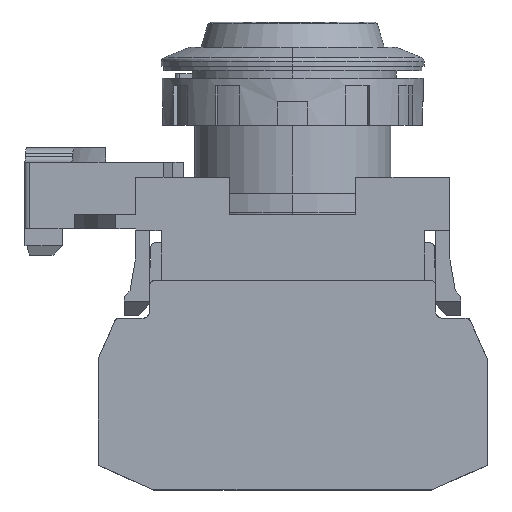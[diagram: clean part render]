
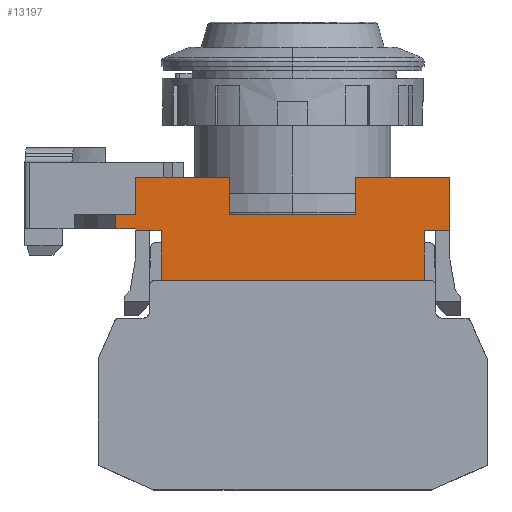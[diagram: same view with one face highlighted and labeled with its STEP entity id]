
A CAD part, left-side view. The second image highlights one B-rep face of the part: STEP entity #13197.
In plain terms, the highlighted planar face has unit normal (-1, 0, 0).
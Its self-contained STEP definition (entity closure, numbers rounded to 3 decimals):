
#4589 = VERTEX_POINT ( 'NONE', #10720 ) ;
#4590 = VERTEX_POINT ( 'NONE', #10721 ) ;
#4594 = VERTEX_POINT ( 'NONE', #10725 ) ;
#4595 = VERTEX_POINT ( 'NONE', #10726 ) ;
#4662 = VERTEX_POINT ( 'NONE', #10793 ) ;
#4663 = VERTEX_POINT ( 'NONE', #10794 ) ;
#4664 = VERTEX_POINT ( 'NONE', #10795 ) ;
#4665 = VERTEX_POINT ( 'NONE', #10796 ) ;
#4667 = VERTEX_POINT ( 'NONE', #10798 ) ;
#4671 = VERTEX_POINT ( 'NONE', #10802 ) ;
#4672 = VERTEX_POINT ( 'NONE', #10803 ) ;
#4674 = VERTEX_POINT ( 'NONE', #10805 ) ;
#4676 = VERTEX_POINT ( 'NONE', #10807 ) ;
#4677 = VERTEX_POINT ( 'NONE', #10808 ) ;
#4698 = VERTEX_POINT ( 'NONE', #10829 ) ;
#4699 = VERTEX_POINT ( 'NONE', #10830 ) ;
#5387 = FACE_OUTER_BOUND ( 'NONE', #8385, .T. ) ;
#5390 = AXIS2_PLACEMENT_3D ( 'NONE', #8221, #8222, #8223 ) ;
#6144 = VECTOR ( 'NONE', #18560, 1000. ) ;
#6151 = VECTOR ( 'NONE', #18578, 1000. ) ;
#7290 = VECTOR ( 'NONE', #15770, 1000. ) ;
#7291 = VECTOR ( 'NONE', #15773, 1000. ) ;
#7294 = VECTOR ( 'NONE', #15782, 1000. ) ;
#7297 = VECTOR ( 'NONE', #15788, 1000. ) ;
#7299 = VECTOR ( 'NONE', #15794, 1000. ) ;
#7302 = VECTOR ( 'NONE', #15803, 1000. ) ;
#7309 = VECTOR ( 'NONE', #15824, 1000. ) ;
#7312 = VECTOR ( 'NONE', #15833, 1000. ) ;
#7314 = VECTOR ( 'NONE', #15839, 1000. ) ;
#7317 = VECTOR ( 'NONE', #15848, 1000. ) ;
#7322 = VECTOR ( 'NONE', #15863, 1000. ) ;
#7357 = VECTOR ( 'NONE', #15965, 1000. ) ;
#7359 = VECTOR ( 'NONE', #15971, 1000. ) ;
#7360 = VECTOR ( 'NONE', #15974, 1000. ) ;
#8220 = PLANE ( 'NONE',  #5390 ) ;
#8221 = CARTESIAN_POINT ( 'NONE',  ( -14.9, -16.7, 0. ) ) ;
#8222 = DIRECTION ( 'NONE',  ( 1., 0., 0. ) ) ;
#8223 = DIRECTION ( 'NONE',  ( 0., 1., 0. ) ) ;
#8385 = EDGE_LOOP ( 'NONE', ( #17176, #17177, #17178, #17174, #17179, #17180, #17181, #17182, #17183, #17184, #17185, #17186, #17187, #17188, #17190, #17189 ) ) ;
#10720 = CARTESIAN_POINT ( 'NONE',  ( -14.9, 16.7, 5.3 ) ) ;
#10721 = CARTESIAN_POINT ( 'NONE',  ( -14.9, 16.7, 5.5 ) ) ;
#10725 = CARTESIAN_POINT ( 'NONE',  ( -14.9, 18.815, 5.5 ) ) ;
#10726 = CARTESIAN_POINT ( 'NONE',  ( -14.9, 18.815, 7. ) ) ;
#10793 = CARTESIAN_POINT ( 'NONE',  ( -14.9, 14., 5.3 ) ) ;
#10794 = CARTESIAN_POINT ( 'NONE',  ( -14.9, 16.7, 7. ) ) ;
#10795 = CARTESIAN_POINT ( 'NONE',  ( -14.9, 16.7, 11. ) ) ;
#10796 = CARTESIAN_POINT ( 'NONE',  ( -14.9, 6.7, 11. ) ) ;
#10798 = CARTESIAN_POINT ( 'NONE',  ( -14.9, 6.7, 7. ) ) ;
#10802 = CARTESIAN_POINT ( 'NONE',  ( -14.9, -6.7, 7. ) ) ;
#10803 = CARTESIAN_POINT ( 'NONE',  ( -14.9, -6.7, 11. ) ) ;
#10805 = CARTESIAN_POINT ( 'NONE',  ( -14.9, -16.7, 11. ) ) ;
#10807 = CARTESIAN_POINT ( 'NONE',  ( -14.9, -16.7, 5.3 ) ) ;
#10808 = CARTESIAN_POINT ( 'NONE',  ( -14.9, -14., 5.3 ) ) ;
#10829 = CARTESIAN_POINT ( 'NONE',  ( -14.9, 14., 0. ) ) ;
#10830 = CARTESIAN_POINT ( 'NONE',  ( -14.9, -14., 0. ) ) ;
#13197 = ADVANCED_FACE ( 'NONE', ( #5387 ), #8220, .F. ) ;
#15768 = LINE ( 'NONE', #15769, #7290 ) ;
#15769 = CARTESIAN_POINT ( 'NONE',  ( -14.9, 1.057, 5.3 ) ) ;
#15770 = DIRECTION ( 'NONE',  ( 0., 1., 0. ) ) ;
#15771 = LINE ( 'NONE', #15772, #7291 ) ;
#15772 = CARTESIAN_POINT ( 'NONE',  ( -14.9, 1.057, 5.5 ) ) ;
#15773 = DIRECTION ( 'NONE',  ( 0., 1., 0. ) ) ;
#15780 = LINE ( 'NONE', #15781, #7294 ) ;
#15781 = CARTESIAN_POINT ( 'NONE',  ( -14.9, 1.057, 7. ) ) ;
#15782 = DIRECTION ( 'NONE',  ( 0., -1., 0. ) ) ;
#15786 = LINE ( 'NONE', #15787, #7297 ) ;
#15787 = CARTESIAN_POINT ( 'NONE',  ( -14.9, 16.7, 5.5 ) ) ;
#15788 = DIRECTION ( 'NONE',  ( 0., 0., 1. ) ) ;
#15792 = LINE ( 'NONE', #15793, #7299 ) ;
#15793 = CARTESIAN_POINT ( 'NONE',  ( -14.9, 1.057, 11. ) ) ;
#15794 = DIRECTION ( 'NONE',  ( 0., -1., 0. ) ) ;
#15801 = LINE ( 'NONE', #15802, #7302 ) ;
#15802 = CARTESIAN_POINT ( 'NONE',  ( -14.9, 6.7, 5.5 ) ) ;
#15803 = DIRECTION ( 'NONE',  ( 0., 0., -1. ) ) ;
#15822 = LINE ( 'NONE', #15823, #7309 ) ;
#15823 = CARTESIAN_POINT ( 'NONE',  ( -14.9, 1.057, 7. ) ) ;
#15824 = DIRECTION ( 'NONE',  ( 0., -1., 0. ) ) ;
#15831 = LINE ( 'NONE', #15832, #7312 ) ;
#15832 = CARTESIAN_POINT ( 'NONE',  ( -14.9, -6.7, 5.5 ) ) ;
#15833 = DIRECTION ( 'NONE',  ( 0., 0., 1. ) ) ;
#15837 = LINE ( 'NONE', #15838, #7314 ) ;
#15838 = CARTESIAN_POINT ( 'NONE',  ( -14.9, 1.057, 11. ) ) ;
#15839 = DIRECTION ( 'NONE',  ( 0., -1., 0. ) ) ;
#15846 = LINE ( 'NONE', #15847, #7317 ) ;
#15847 = CARTESIAN_POINT ( 'NONE',  ( -14.9, -16.7, 5.5 ) ) ;
#15848 = DIRECTION ( 'NONE',  ( 0., 0., -1. ) ) ;
#15861 = LINE ( 'NONE', #15862, #7322 ) ;
#15862 = CARTESIAN_POINT ( 'NONE',  ( -14.9, 1.057, 5.3 ) ) ;
#15863 = DIRECTION ( 'NONE',  ( 0., 1., 0. ) ) ;
#15963 = LINE ( 'NONE', #15964, #7357 ) ;
#15964 = CARTESIAN_POINT ( 'NONE',  ( -14.9, 14., 5.5 ) ) ;
#15965 = DIRECTION ( 'NONE',  ( 0., 0., 1. ) ) ;
#15969 = LINE ( 'NONE', #15970, #7359 ) ;
#15970 = CARTESIAN_POINT ( 'NONE',  ( -14.9, 0., 0. ) ) ;
#15971 = DIRECTION ( 'NONE',  ( 0., -1., 0. ) ) ;
#15972 = LINE ( 'NONE', #15973, #7360 ) ;
#15973 = CARTESIAN_POINT ( 'NONE',  ( -14.9, -14., 2.65 ) ) ;
#15974 = DIRECTION ( 'NONE',  ( 0., 0., 1. ) ) ;
#16465 = EDGE_CURVE ( 'NONE', #4589, #4590, #18558, .T. ) ;
#16471 = EDGE_CURVE ( 'NONE', #4595, #4594, #18576, .T. ) ;
#17174 = ORIENTED_EDGE ( 'NONE', *, *, #23153, .F. ) ;
#17176 = ORIENTED_EDGE ( 'NONE', *, *, #23161, .F. ) ;
#17177 = ORIENTED_EDGE ( 'NONE', *, *, #23158, .F. ) ;
#17178 = ORIENTED_EDGE ( 'NONE', *, *, #23156, .F. ) ;
#17179 = ORIENTED_EDGE ( 'NONE', *, *, #23146, .F. ) ;
#17180 = ORIENTED_EDGE ( 'NONE', *, *, #23143, .F. ) ;
#17181 = ORIENTED_EDGE ( 'NONE', *, *, #23141, .F. ) ;
#17182 = ORIENTED_EDGE ( 'NONE', *, *, #23139, .F. ) ;
#17183 = ORIENTED_EDGE ( 'NONE', *, *, #16471, .T. ) ;
#17184 = ORIENTED_EDGE ( 'NONE', *, *, #23136, .F. ) ;
#17185 = ORIENTED_EDGE ( 'NONE', *, *, #16465, .F. ) ;
#17186 = ORIENTED_EDGE ( 'NONE', *, *, #23135, .F. ) ;
#17187 = ORIENTED_EDGE ( 'NONE', *, *, #23200, .F. ) ;
#17188 = ORIENTED_EDGE ( 'NONE', *, *, #23202, .T. ) ;
#17189 = ORIENTED_EDGE ( 'NONE', *, *, #23166, .F. ) ;
#17190 = ORIENTED_EDGE ( 'NONE', *, *, #23203, .T. ) ;
#18558 = LINE ( 'NONE', #18559, #6144 ) ;
#18559 = CARTESIAN_POINT ( 'NONE',  ( -14.9, 16.7, 4. ) ) ;
#18560 = DIRECTION ( 'NONE',  ( 0., 0., 1. ) ) ;
#18576 = LINE ( 'NONE', #18577, #6151 ) ;
#18577 = CARTESIAN_POINT ( 'NONE',  ( -14.9, 18.815, 6.25 ) ) ;
#18578 = DIRECTION ( 'NONE',  ( 0., 0., -1. ) ) ;
#23135 = EDGE_CURVE ( 'NONE', #4662, #4589, #15768, .T. ) ;
#23136 = EDGE_CURVE ( 'NONE', #4590, #4594, #15771, .T. ) ;
#23139 = EDGE_CURVE ( 'NONE', #4595, #4663, #15780, .T. ) ;
#23141 = EDGE_CURVE ( 'NONE', #4663, #4664, #15786, .T. ) ;
#23143 = EDGE_CURVE ( 'NONE', #4664, #4665, #15792, .T. ) ;
#23146 = EDGE_CURVE ( 'NONE', #4665, #4667, #15801, .T. ) ;
#23153 = EDGE_CURVE ( 'NONE', #4667, #4671, #15822, .T. ) ;
#23156 = EDGE_CURVE ( 'NONE', #4671, #4672, #15831, .T. ) ;
#23158 = EDGE_CURVE ( 'NONE', #4672, #4674, #15837, .T. ) ;
#23161 = EDGE_CURVE ( 'NONE', #4674, #4676, #15846, .T. ) ;
#23166 = EDGE_CURVE ( 'NONE', #4676, #4677, #15861, .T. ) ;
#23200 = EDGE_CURVE ( 'NONE', #4698, #4662, #15963, .T. ) ;
#23202 = EDGE_CURVE ( 'NONE', #4698, #4699, #15969, .T. ) ;
#23203 = EDGE_CURVE ( 'NONE', #4699, #4677, #15972, .T. ) ;
